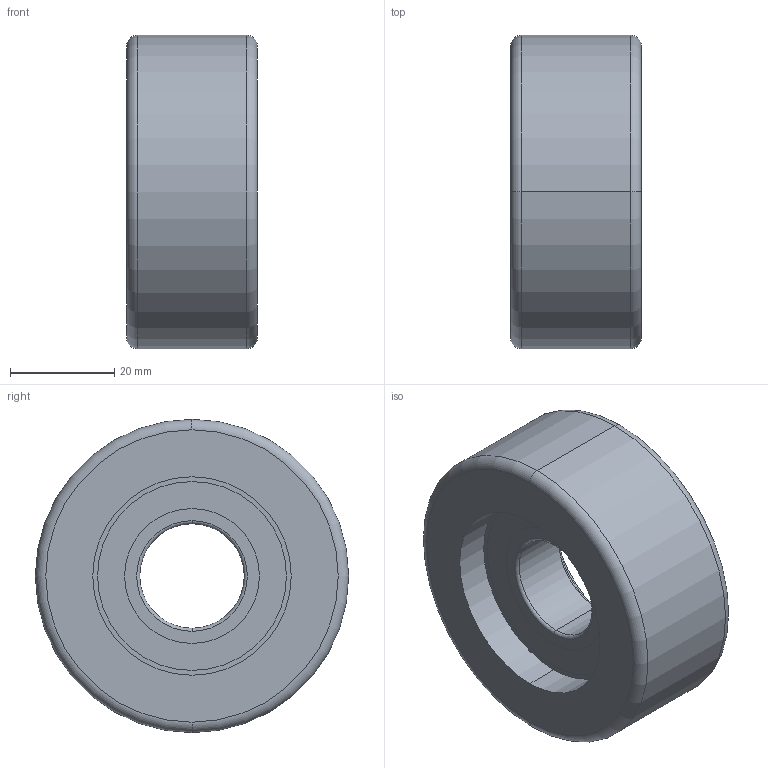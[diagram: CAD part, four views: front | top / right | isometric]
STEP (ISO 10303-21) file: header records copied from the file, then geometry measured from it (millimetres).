
FILE_DESCRIPTION (( 'STEP AP214' ), '1' );
FILE_NAME ('0028250_FPVO-060-25-12-K20.step', '2018-06-11T10:44:00', ( '' ), ( '' ), 'SwSTEP 2.0', 'SolidWorks 2018', '' );
FILE_SCHEMA (( 'AUTOMOTIVE_DESIGN' ));
Length unit declared in the file: millimetre
Products named in the file (1): 0028250_FPVO-060-25-12-K20
Bounding box: 25 x 60 x 60 mm (x, y, z)
Surface area: 12591.4 mm2 (no closed solid volume)
Topology: 0 solids, 6 shells, 36 faces, 84 edges, 56 vertices
Faces by surface type: cylinder 20, torus 8, plane 8
Entity records: 1476 total; most frequent: DIRECTION 222, CARTESIAN_POINT 177, ORIENTED_EDGE 144, AXIS2_PLACEMENT_3D 101, EDGE_CURVE 84, CIRCLE 64, VERTEX_POINT 56, EDGE_LOOP 44
